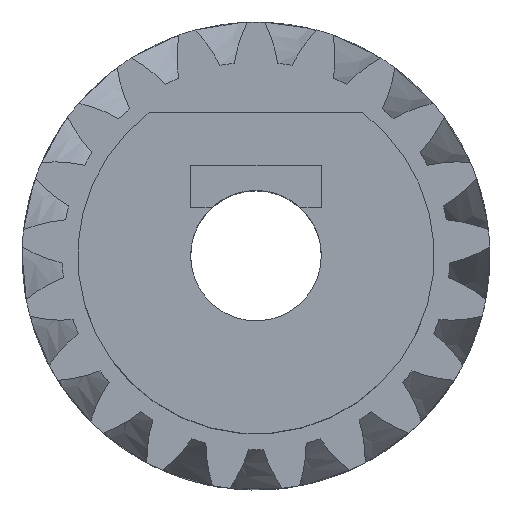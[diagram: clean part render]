
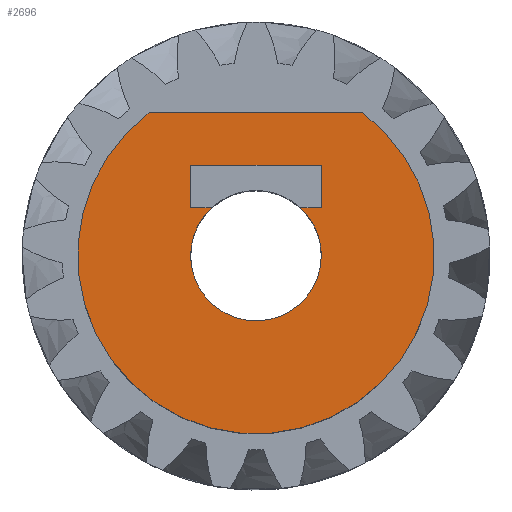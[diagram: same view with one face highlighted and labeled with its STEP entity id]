
A CAD part, top view. The second image highlights one B-rep face of the part: STEP entity #2696.
In plain terms, the highlighted planar face has unit normal (0, 0, 1).
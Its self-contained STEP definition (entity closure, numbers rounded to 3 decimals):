
#434=FACE_BOUND('',#774,.T.);
#440=PLANE('',#2875);
#612=FACE_OUTER_BOUND('',#773,.T.);
#773=EDGE_LOOP('',(#1818,#1819,#1820));
#774=EDGE_LOOP('',(#1821,#1822,#1823,#1824,#1825,#1826,#1827));
#938=CIRCLE('',#2871,2.75);
#940=CIRCLE('',#2873,2.75);
#941=CIRCLE('',#2876,7.5);
#1053=LINE('',#3729,#1078);
#1056=LINE('',#3736,#1081);
#1057=LINE('',#3739,#1082);
#1058=LINE('',#3741,#1083);
#1059=LINE('',#3743,#1084);
#1060=LINE('',#3745,#1085);
#1061=LINE('',#3746,#1086);
#1078=VECTOR('',#3158,10.);
#1081=VECTOR('',#3163,10.);
#1082=VECTOR('',#3166,10.);
#1083=VECTOR('',#3167,10.);
#1084=VECTOR('',#3168,10.);
#1085=VECTOR('',#3169,10.);
#1086=VECTOR('',#3170,10.);
#1101=VERTEX_POINT('',#3715);
#1103=VERTEX_POINT('',#3719);
#1104=VERTEX_POINT('',#3721);
#1106=VERTEX_POINT('',#3728);
#1108=VERTEX_POINT('',#3734);
#1109=VERTEX_POINT('',#3735);
#1110=VERTEX_POINT('',#3737);
#1111=VERTEX_POINT('',#3740);
#1112=VERTEX_POINT('',#3742);
#1113=VERTEX_POINT('',#3744);
#1377=EDGE_CURVE('',#1104,#1103,#938,.T.);
#1380=EDGE_CURVE('',#1101,#1104,#940,.T.);
#1381=EDGE_CURVE('',#1106,#1101,#1053,.T.);
#1384=EDGE_CURVE('',#1108,#1109,#1056,.T.);
#1385=EDGE_CURVE('',#1109,#1110,#941,.T.);
#1386=EDGE_CURVE('',#1110,#1108,#1057,.T.);
#1387=EDGE_CURVE('',#1103,#1111,#1058,.T.);
#1388=EDGE_CURVE('',#1111,#1112,#1059,.T.);
#1389=EDGE_CURVE('',#1112,#1113,#1060,.T.);
#1390=EDGE_CURVE('',#1113,#1106,#1061,.T.);
#1818=ORIENTED_EDGE('',*,*,#1384,.T.);
#1819=ORIENTED_EDGE('',*,*,#1385,.T.);
#1820=ORIENTED_EDGE('',*,*,#1386,.T.);
#1821=ORIENTED_EDGE('',*,*,#1380,.T.);
#1822=ORIENTED_EDGE('',*,*,#1377,.T.);
#1823=ORIENTED_EDGE('',*,*,#1387,.T.);
#1824=ORIENTED_EDGE('',*,*,#1388,.T.);
#1825=ORIENTED_EDGE('',*,*,#1389,.T.);
#1826=ORIENTED_EDGE('',*,*,#1390,.T.);
#1827=ORIENTED_EDGE('',*,*,#1381,.T.);
#2696=ADVANCED_FACE('',(#612,#434),#440,.T.);
#2871=AXIS2_PLACEMENT_3D('',#3722,#3149,#3150);
#2873=AXIS2_PLACEMENT_3D('',#3726,#3154,#3155);
#2875=AXIS2_PLACEMENT_3D('',#3733,#3161,#3162);
#2876=AXIS2_PLACEMENT_3D('',#3738,#3164,#3165);
#3149=DIRECTION('center_axis',(0.,0.,-1.));
#3150=DIRECTION('ref_axis',(-1.,0.,0.));
#3154=DIRECTION('center_axis',(0.,0.,-1.));
#3155=DIRECTION('ref_axis',(-1.,0.,0.));
#3158=DIRECTION('',(-1.,0.,0.));
#3161=DIRECTION('center_axis',(0.,0.,1.));
#3162=DIRECTION('ref_axis',(1.,0.,0.));
#3163=DIRECTION('',(-1.,0.,0.));
#3164=DIRECTION('center_axis',(0.,0.,1.));
#3165=DIRECTION('ref_axis',(0.905,0.426,0.));
#3166=DIRECTION('',(0.,-1.,0.));
#3167=DIRECTION('',(-1.,0.,0.));
#3168=DIRECTION('',(0.,1.,0.));
#3169=DIRECTION('',(1.,0.,0.));
#3170=DIRECTION('',(0.,-1.,0.));
#3715=CARTESIAN_POINT('',(1.887,2.,19.5));
#3719=CARTESIAN_POINT('',(-1.887,2.,19.5));
#3721=CARTESIAN_POINT('',(2.75,0.,19.5));
#3722=CARTESIAN_POINT('Origin',(0.,0.,19.5));
#3726=CARTESIAN_POINT('Origin',(0.,0.,19.5));
#3728=CARTESIAN_POINT('',(2.75,2.,19.5));
#3729=CARTESIAN_POINT('',(0.,2.,19.5));
#3733=CARTESIAN_POINT('Origin',(0.,0.,19.5));
#3734=CARTESIAN_POINT('',(4.487,6.,19.5));
#3735=CARTESIAN_POINT('',(-4.5,6.,19.5));
#3736=CARTESIAN_POINT('',(-0.024,6.,19.5));
#3737=CARTESIAN_POINT('',(4.487,6.01,19.5));
#3738=CARTESIAN_POINT('Origin',(0.,0.,19.5));
#3739=CARTESIAN_POINT('',(4.487,3.,19.5));
#3740=CARTESIAN_POINT('',(-2.75,2.,19.5));
#3741=CARTESIAN_POINT('',(0.,2.,19.5));
#3742=CARTESIAN_POINT('',(-2.75,3.8,19.5));
#3743=CARTESIAN_POINT('',(-2.75,1.,19.5));
#3744=CARTESIAN_POINT('',(2.75,3.8,19.5));
#3745=CARTESIAN_POINT('',(0.,3.8,19.5));
#3746=CARTESIAN_POINT('',(2.75,1.,19.5));
